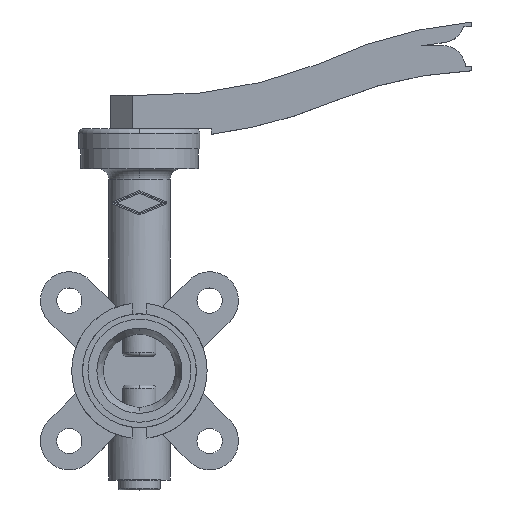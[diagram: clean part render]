
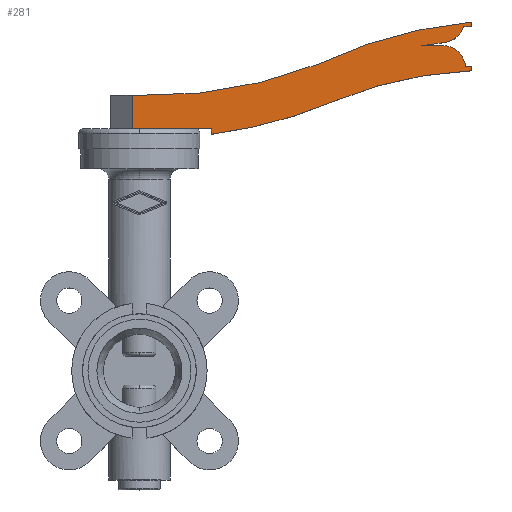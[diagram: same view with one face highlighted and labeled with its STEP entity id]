
A CAD part, top view. The second image highlights one B-rep face of the part: STEP entity #281.
In plain terms, the highlighted planar face has unit normal (0, 0, 1).
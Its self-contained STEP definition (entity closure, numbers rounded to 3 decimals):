
#281 = ADVANCED_FACE( '', ( #621 ), #622, .T. );
#621 = FACE_OUTER_BOUND( '', #961, .T. );
#622 = PLANE( '', #962 );
#961 = EDGE_LOOP( '', ( #2273, #2274, #2275, #2276, #2277, #2278, #2279, #2280, #2281, #2282, #2283, #2284, #2285, #2286, #2287, #2288 ) );
#962 = AXIS2_PLACEMENT_3D( '', #2289, #2290, #2291 );
#2273 = ORIENTED_EDGE( '', *, *, #2668, .T. );
#2274 = ORIENTED_EDGE( '', *, *, #2676, .T. );
#2275 = ORIENTED_EDGE( '', *, *, #2692, .T. );
#2276 = ORIENTED_EDGE( '', *, *, #2694, .T. );
#2277 = ORIENTED_EDGE( '', *, *, #2696, .T. );
#2278 = ORIENTED_EDGE( '', *, *, #2698, .T. );
#2279 = ORIENTED_EDGE( '', *, *, #2700, .T. );
#2280 = ORIENTED_EDGE( '', *, *, #2702, .T. );
#2281 = ORIENTED_EDGE( '', *, *, #2704, .T. );
#2282 = ORIENTED_EDGE( '', *, *, #2706, .T. );
#2283 = ORIENTED_EDGE( '', *, *, #2708, .T. );
#2284 = ORIENTED_EDGE( '', *, *, #2710, .T. );
#2285 = ORIENTED_EDGE( '', *, *, #2712, .T. );
#2286 = ORIENTED_EDGE( '', *, *, #2714, .T. );
#2287 = ORIENTED_EDGE( '', *, *, #2716, .T. );
#2288 = ORIENTED_EDGE( '', *, *, #2717, .T. );
#2289 = CARTESIAN_POINT( '', ( 0., 131., -6.5 ) );
#2290 = DIRECTION( '', ( 0., 0., 1. ) );
#2291 = DIRECTION( '', ( 1., 0., 0. ) );
#2668 = EDGE_CURVE( '', #3347, #3344, #3348, .T. );
#2676 = EDGE_CURVE( '', #3344, #3359, #3361, .T. );
#2692 = EDGE_CURVE( '', #3359, #3389, #3391, .T. );
#2694 = EDGE_CURVE( '', #3389, #3392, #3394, .T. );
#2696 = EDGE_CURVE( '', #3392, #3395, #3397, .T. );
#2698 = EDGE_CURVE( '', #3395, #3398, #3400, .T. );
#2700 = EDGE_CURVE( '', #3398, #3401, #3403, .T. );
#2702 = EDGE_CURVE( '', #3401, #3404, #3406, .T. );
#2704 = EDGE_CURVE( '', #3404, #3407, #3409, .T. );
#2706 = EDGE_CURVE( '', #3407, #3410, #3412, .T. );
#2708 = EDGE_CURVE( '', #3410, #3413, #3415, .T. );
#2710 = EDGE_CURVE( '', #3413, #3416, #3418, .T. );
#2712 = EDGE_CURVE( '', #3416, #3419, #3421, .T. );
#2714 = EDGE_CURVE( '', #3419, #3422, #3424, .T. );
#2716 = EDGE_CURVE( '', #3422, #3425, #3427, .T. );
#2717 = EDGE_CURVE( '', #3425, #3347, #3428, .T. );
#3344 = VERTEX_POINT( '', #5115 );
#3347 = VERTEX_POINT( '', #5119 );
#3348 = LINE( '', #5120, #5121 );
#3359 = VERTEX_POINT( '', #5138 );
#3361 = LINE( '', #5141, #5142 );
#3389 = VERTEX_POINT( '', #5178 );
#3391 = LINE( '', #5181, #5182 );
#3392 = VERTEX_POINT( '', #5183 );
#3394 = CIRCLE( '', #5186, 255. );
#3395 = VERTEX_POINT( '', #5187 );
#3397 = CIRCLE( '', #5190, 223. );
#3398 = VERTEX_POINT( '', #5191 );
#3400 = LINE( '', #5194, #5195 );
#3401 = VERTEX_POINT( '', #5196 );
#3403 = LINE( '', #5199, #5200 );
#3404 = VERTEX_POINT( '', #5201 );
#3406 = CIRCLE( '', #5204, 12.5 );
#3407 = VERTEX_POINT( '', #5205 );
#3409 = LINE( '', #5208, #5209 );
#3410 = VERTEX_POINT( '', #5210 );
#3412 = LINE( '', #5213, #5214 );
#3413 = VERTEX_POINT( '', #5215 );
#3415 = CIRCLE( '', #5218, 12.5 );
#3416 = VERTEX_POINT( '', #5219 );
#3418 = LINE( '', #5222, #5223 );
#3419 = VERTEX_POINT( '', #5224 );
#3421 = LINE( '', #5227, #5228 );
#3422 = VERTEX_POINT( '', #5229 );
#3424 = CIRCLE( '', #5232, 255. );
#3425 = VERTEX_POINT( '', #5233 );
#3427 = CIRCLE( '', #5236, 250. );
#3428 = LINE( '', #5237, #5238 );
#5115 = CARTESIAN_POINT( '', ( -4., 134., -6.5 ) );
#5119 = CARTESIAN_POINT( '', ( -4., 152.6, -6.5 ) );
#5120 = CARTESIAN_POINT( '', ( -4., 131., -6.5 ) );
#5121 = VECTOR( '', #5881, 1. );
#5138 = CARTESIAN_POINT( '', ( 39.8, 134., -6.5 ) );
#5141 = CARTESIAN_POINT( '', ( -16., 134., -6.5 ) );
#5142 = VECTOR( '', #5889, 1. );
#5178 = CARTESIAN_POINT( '', ( 39.8, 131., -6.5 ) );
#5181 = CARTESIAN_POINT( '', ( 39.8, 134., -6.5 ) );
#5182 = VECTOR( '', #5917, 1. );
#5183 = CARTESIAN_POINT( '', ( 107., 149., -6.5 ) );
#5186 = AXIS2_PLACEMENT_3D( '', #5919, #5920, #5921 );
#5187 = CARTESIAN_POINT( '', ( 184., 166.2, -6.5 ) );
#5190 = AXIS2_PLACEMENT_3D( '', #5923, #5924, #5925 );
#5191 = CARTESIAN_POINT( '', ( 184., 168.7, -6.5 ) );
#5194 = CARTESIAN_POINT( '', ( 184., 166.2, -6.5 ) );
#5195 = VECTOR( '', #5927, 1. );
#5196 = CARTESIAN_POINT( '', ( 180.6, 168.7, -6.5 ) );
#5199 = CARTESIAN_POINT( '', ( 184., 168.7, -6.5 ) );
#5200 = VECTOR( '', #5929, 1. );
#5201 = CARTESIAN_POINT( '', ( 168.015, 180.122, -6.5 ) );
#5204 = AXIS2_PLACEMENT_3D( '', #5931, #5932, #5933 );
#5205 = CARTESIAN_POINT( '', ( 156.4, 180., -6.5 ) );
#5208 = CARTESIAN_POINT( '', ( 168.015, 180.122, -6.5 ) );
#5209 = VECTOR( '', #5935, 1. );
#5210 = CARTESIAN_POINT( '', ( 169.9, 182., -6.5 ) );
#5213 = CARTESIAN_POINT( '', ( 156.4, 180., -6.5 ) );
#5214 = VECTOR( '', #5937, 1. );
#5215 = CARTESIAN_POINT( '', ( 179.7, 190.7, -6.5 ) );
#5218 = AXIS2_PLACEMENT_3D( '', #5939, #5940, #5941 );
#5219 = CARTESIAN_POINT( '', ( 184., 190.7, -6.5 ) );
#5222 = CARTESIAN_POINT( '', ( 179.7, 190.7, -6.5 ) );
#5223 = VECTOR( '', #5943, 1. );
#5224 = CARTESIAN_POINT( '', ( 184., 193.2, -6.5 ) );
#5227 = CARTESIAN_POINT( '', ( 184., 190.7, -6.5 ) );
#5228 = VECTOR( '', #5945, 1. );
#5229 = CARTESIAN_POINT( '', ( 99., 169.89, -6.5 ) );
#5232 = AXIS2_PLACEMENT_3D( '', #5947, #5948, #5949 );
#5233 = CARTESIAN_POINT( '', ( 0., 152.6, -6.5 ) );
#5236 = AXIS2_PLACEMENT_3D( '', #5951, #5952, #5953 );
#5237 = CARTESIAN_POINT( '', ( 0., 152.6, -6.5 ) );
#5238 = VECTOR( '', #5954, 1. );
#5881 = DIRECTION( '', ( 0., -1., 0. ) );
#5889 = DIRECTION( '', ( 1., 0., 0. ) );
#5917 = DIRECTION( '', ( 0., -1., 0. ) );
#5919 = CARTESIAN_POINT( '', ( 8.039, 384.014, -6.5 ) );
#5920 = DIRECTION( '', ( 0., 0., 1. ) );
#5921 = DIRECTION( '', ( 0.125, -0.992, 0. ) );
#5923 = CARTESIAN_POINT( '', ( 193.348, -56.604, -6.5 ) );
#5924 = DIRECTION( '', ( 0., 0., -1. ) );
#5925 = DIRECTION( '', ( -0.387, 0.922, 0. ) );
#5927 = DIRECTION( '', ( 0., 1., 0. ) );
#5929 = DIRECTION( '', ( -1., 0., 0. ) );
#5931 = CARTESIAN_POINT( '', ( 168.147, 167.623, -6.5 ) );
#5932 = DIRECTION( '', ( 0., 0., 1. ) );
#5933 = DIRECTION( '', ( 0.996, 0.086, 0. ) );
#5935 = DIRECTION( '', ( -1., -0.01, 0. ) );
#5937 = DIRECTION( '', ( 0.989, 0.147, 0. ) );
#5939 = CARTESIAN_POINT( '', ( 167.733, 194.311, -6.5 ) );
#5940 = DIRECTION( '', ( 0., 0., 1. ) );
#5941 = DIRECTION( '', ( 0.173, -0.985, 0. ) );
#5943 = DIRECTION( '', ( 1., 0., 0. ) );
#5945 = DIRECTION( '', ( 0., 1., 0. ) );
#5947 = CARTESIAN_POINT( '', ( 207.925, -60.675, -6.5 ) );
#5948 = DIRECTION( '', ( 0., 0., 1. ) );
#5949 = DIRECTION( '', ( -0.094, 0.996, 0. ) );
#5951 = CARTESIAN_POINT( '', ( 7.367, 402.491, -6.5 ) );
#5952 = DIRECTION( '', ( 0., 0., -1. ) );
#5953 = DIRECTION( '', ( 0.367, -0.93, 0. ) );
#5954 = DIRECTION( '', ( -1., 0., 0. ) );
